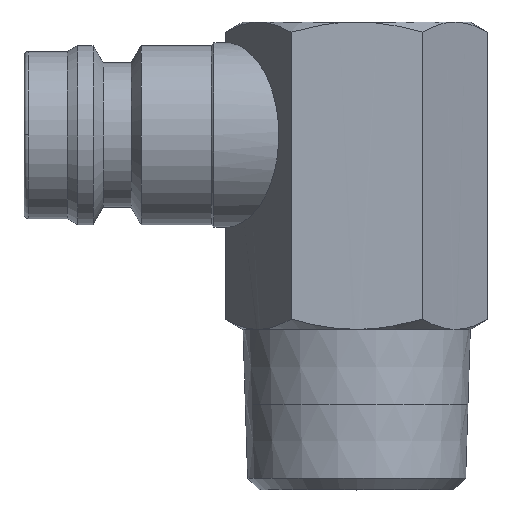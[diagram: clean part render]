
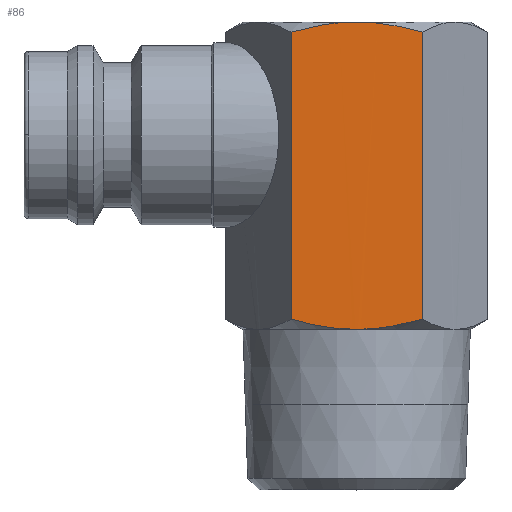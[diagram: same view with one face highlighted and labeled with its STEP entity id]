
A CAD part, top view. The second image highlights one B-rep face of the part: STEP entity #86.
In plain terms, the highlighted planar face has unit normal (0, 0, 1).
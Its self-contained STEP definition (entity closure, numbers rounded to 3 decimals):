
#86=ADVANCED_FACE('',(#224),#225,.T.);
#224=FACE_OUTER_BOUND('',#415,.T.);
#225=PLANE('',#416);
#415=EDGE_LOOP('',(#605,#606,#607,#608,#609,#610,#611));
#416=AXIS2_PLACEMENT_3D('',#612,#613,#614);
#605=ORIENTED_EDGE('',*,*,#1112,.F.);
#606=ORIENTED_EDGE('',*,*,#1113,.F.);
#607=ORIENTED_EDGE('',*,*,#1114,.T.);
#608=ORIENTED_EDGE('',*,*,#1115,.F.);
#609=ORIENTED_EDGE('',*,*,#1116,.F.);
#610=ORIENTED_EDGE('',*,*,#1117,.F.);
#611=ORIENTED_EDGE('',*,*,#1118,.F.);
#612=CARTESIAN_POINT('',(0.,11.0,8.5));
#613=DIRECTION('',(0.,0.0,1.0));
#614=DIRECTION('',(1.0,0.0,0.));
#1112=EDGE_CURVE('',#1311,#1312,#1313,.T.);
#1113=EDGE_CURVE('',#1314,#1311,#1315,.T.);
#1114=EDGE_CURVE('',#1314,#1316,#1317,.T.);
#1115=EDGE_CURVE('',#1318,#1316,#1319,.T.);
#1116=EDGE_CURVE('',#1320,#1318,#1321,.T.);
#1117=EDGE_CURVE('',#1322,#1320,#1323,.T.);
#1118=EDGE_CURVE('',#1312,#1322,#1324,.T.);
#1311=VERTEX_POINT('',#1587);
#1312=VERTEX_POINT('',#1588);
#1313=CIRCLE('',#1589,8.506);
#1314=VERTEX_POINT('',#1590);
#1315=(B_SPLINE_CURVE(2,(#1592,#1593,#1594,#1595,#1596),.UNSPECIFIED.,.F.,.F.)B_SPLINE_CURVE_WITH_KNOTS((3,2,3),(0.0,4.984,9.968),.UNSPECIFIED.)RATIONAL_B_SPLINE_CURVE((1.0,1.038,1.0,1.038,1.0))BOUNDED_CURVE()REPRESENTATION_ITEM('')GEOMETRIC_REPRESENTATION_ITEM()CURVE());
#1316=VERTEX_POINT('',#1603);
#1317=LINE('',#1604,#1605);
#1318=VERTEX_POINT('',#1606);
#1319=(B_SPLINE_CURVE(2,(#1608,#1609,#1610,#1611,#1612),.UNSPECIFIED.,.F.,.F.)B_SPLINE_CURVE_WITH_KNOTS((3,2,3),(0.0,4.984,9.968),.UNSPECIFIED.)RATIONAL_B_SPLINE_CURVE((1.0,1.038,1.0,1.038,1.0))BOUNDED_CURVE()REPRESENTATION_ITEM('')GEOMETRIC_REPRESENTATION_ITEM()CURVE());
#1320=VERTEX_POINT('',#1619);
#1321=(B_SPLINE_CURVE(2,(#1621,#1622,#1623,#1624,#1625),.UNSPECIFIED.,.F.,.F.)B_SPLINE_CURVE_WITH_KNOTS((3,2,3),(0.0,4.984,9.968),.UNSPECIFIED.)RATIONAL_B_SPLINE_CURVE((1.0,1.038,1.0,1.038,1.0))BOUNDED_CURVE()REPRESENTATION_ITEM('')GEOMETRIC_REPRESENTATION_ITEM()CURVE());
#1322=VERTEX_POINT('',#1632);
#1323=LINE('',#1633,#1634);
#1324=(B_SPLINE_CURVE(2,(#1636,#1637,#1638,#1639,#1640),.UNSPECIFIED.,.F.,.F.)B_SPLINE_CURVE_WITH_KNOTS((3,2,3),(0.0,4.984,9.968),.UNSPECIFIED.)RATIONAL_B_SPLINE_CURVE((1.0,1.038,1.0,1.038,1.0))BOUNDED_CURVE()REPRESENTATION_ITEM('')GEOMETRIC_REPRESENTATION_ITEM()CURVE());
#1587=CARTESIAN_POINT('',(0.319,12.007,8.5));
#1588=CARTESIAN_POINT('',(-0.319,12.007,8.5));
#1589=AXIS2_PLACEMENT_3D('',#2261,#2262,#2263);
#1590=CARTESIAN_POINT('',(4.907,12.759,8.5));
#1592=CARTESIAN_POINT('',(4.913,12.761,8.5));
#1593=CARTESIAN_POINT('',(2.28,12.0,8.5));
#1594=CARTESIAN_POINT('',(0.,12.0,8.5));
#1595=CARTESIAN_POINT('',(-2.28,12.0,8.5));
#1596=CARTESIAN_POINT('',(-4.913,12.761,8.5));
#1603=CARTESIAN_POINT('',(4.907,34.241,8.5));
#1604=CARTESIAN_POINT('',(4.907,11.0,8.5));
#1605=VECTOR('',#2264,1.0);
#1606=CARTESIAN_POINT('',(0.,35.0,8.5));
#1608=CARTESIAN_POINT('',(-4.913,34.239,8.5));
#1609=CARTESIAN_POINT('',(-2.28,35.0,8.5));
#1610=CARTESIAN_POINT('',(0.,35.0,8.5));
#1611=CARTESIAN_POINT('',(2.28,35.0,8.5));
#1612=CARTESIAN_POINT('',(4.913,34.239,8.5));
#1619=CARTESIAN_POINT('',(-4.907,34.241,8.5));
#1621=CARTESIAN_POINT('',(-4.913,34.239,8.5));
#1622=CARTESIAN_POINT('',(-2.28,35.0,8.5));
#1623=CARTESIAN_POINT('',(0.,35.0,8.5));
#1624=CARTESIAN_POINT('',(2.28,35.0,8.5));
#1625=CARTESIAN_POINT('',(4.913,34.239,8.5));
#1632=CARTESIAN_POINT('',(-4.907,12.759,8.5));
#1633=CARTESIAN_POINT('',(-4.907,11.0,8.5));
#1634=VECTOR('',#2265,1.0);
#1636=CARTESIAN_POINT('',(4.913,12.761,8.5));
#1637=CARTESIAN_POINT('',(2.28,12.0,8.5));
#1638=CARTESIAN_POINT('',(0.,12.0,8.5));
#1639=CARTESIAN_POINT('',(-2.28,12.0,8.5));
#1640=CARTESIAN_POINT('',(-4.913,12.761,8.5));
#2261=CARTESIAN_POINT('',(0.,12.01,0.0));
#2262=DIRECTION('',(0.,-1.0,0.0));
#2263=DIRECTION('',(1.0,0.,0.0));
#2264=DIRECTION('',(0.0,1.0,0.0));
#2265=DIRECTION('',(0.0,1.0,0.0));
